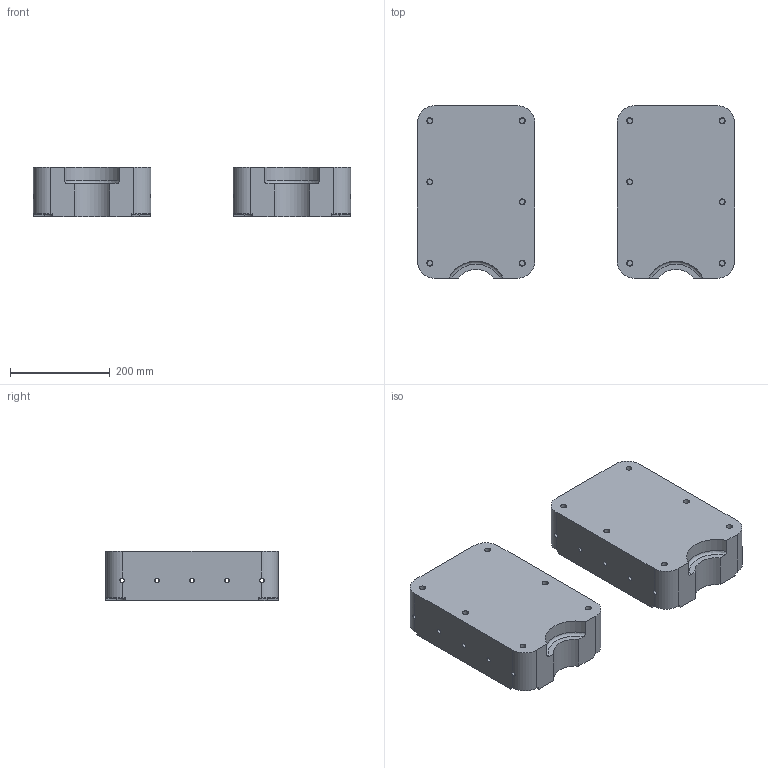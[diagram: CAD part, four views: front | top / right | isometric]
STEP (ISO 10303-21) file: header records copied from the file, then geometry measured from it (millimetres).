
FILE_DESCRIPTION(/* description */ (''),/* implementation_level */ '2;1');
FILE_NAME(/* name */ 'A1521-20190120.stp',/* time_stamp */ '2019-01-20T13:52:38+08:00',/* author */ (''),/* organization */ (''),/* preprocessor_version */ 'ST-DEVELOPER v16',/* originating_system */ 'SIEMENS PLM Software NX 11.0',/* authorisation */ '');
FILE_SCHEMA (('AUTOMOTIVE_DESIGN { 1 0 10303 214 3 1 1 1 }'));
Length unit declared in the file: millimetre
Products named in the file (1): Admi1E64A411lz4o
Bounding box: 635 x 345 x 98.65 mm (x, y, z)
Volume: 13978903.7 mm3; surface area: 716114.6 mm2
Topology: 2 solids, 2 shells, 939 faces, 2405 edges, 1578 vertices
Faces by surface type: plane 458, cylinder 134, cone 124, torus 98, bspline 72, extrusion 53
Full cylindrical faces by diameter (mm): 8 x10, 9 x20, 12 x12
Entity records: 29296 total; most frequent: CARTESIAN_POINT 8012, DIRECTION 4110, ORIENTED_EDGE 4030, EDGE_CURVE 2015, AXIS2_PLACEMENT_3D 1561, VERTEX_POINT 1434, EDGE_LOOP 1313, VECTOR 988
